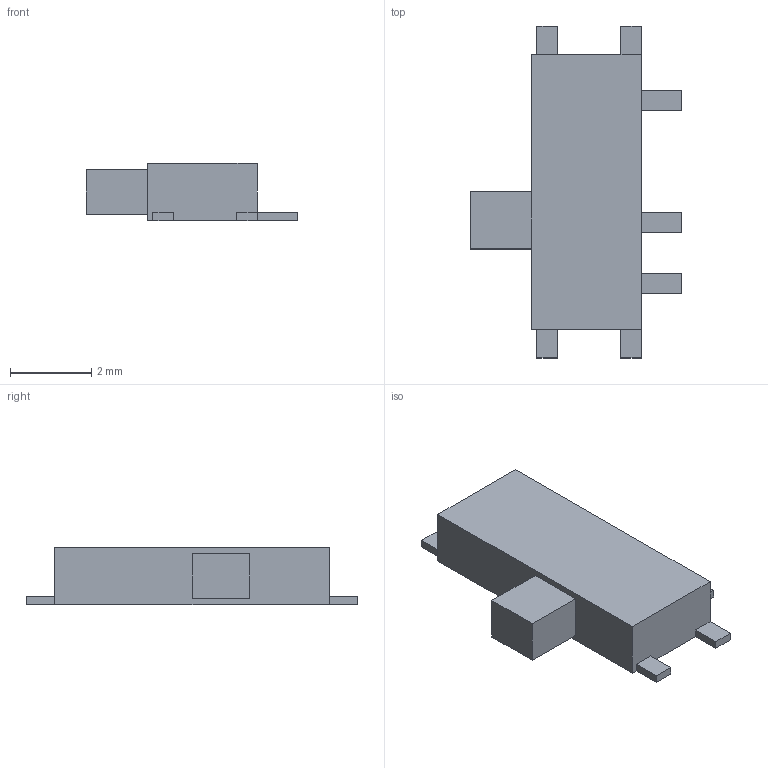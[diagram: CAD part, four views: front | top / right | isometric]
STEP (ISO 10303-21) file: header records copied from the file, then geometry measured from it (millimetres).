
FILE_DESCRIPTION(/* description */ (''),/* implementation_level */ '2;1');
FILE_NAME(/* name */ 'SPST smd right angle switch v6.step',/* time_stamp */ '2017-08-13T16:32:52+01:00',/* author */ (''),/* organization */ (''),/* preprocessor_version */ 'ST-DEVELOPER v16.13',/* originating_system */ 'Autodesk Translation Framework v6.1.1.50',/* authorisation */ '');
FILE_SCHEMA (('AUTOMOTIVE_DESIGN { 1 0 10303 214 3 1 1 }'));
Length unit declared in the file: millimetre
Products named in the file (1): SPST smd right angle switch v7
Bounding box: 5.2 x 8.15 x 1.4 mm (x, y, z)
Volume: 28.4 mm3; surface area: 78.5 mm2
Topology: 1 solids, 1 shells, 37 faces, 102 edges, 68 vertices
Faces by surface type: plane 37
Entity records: 1207 total; most frequent: CARTESIAN_POINT 208, ORIENTED_EDGE 204, DIRECTION 178, LINE 102, VECTOR 102, EDGE_CURVE 102, VERTEX_POINT 68, EDGE_LOOP 38
